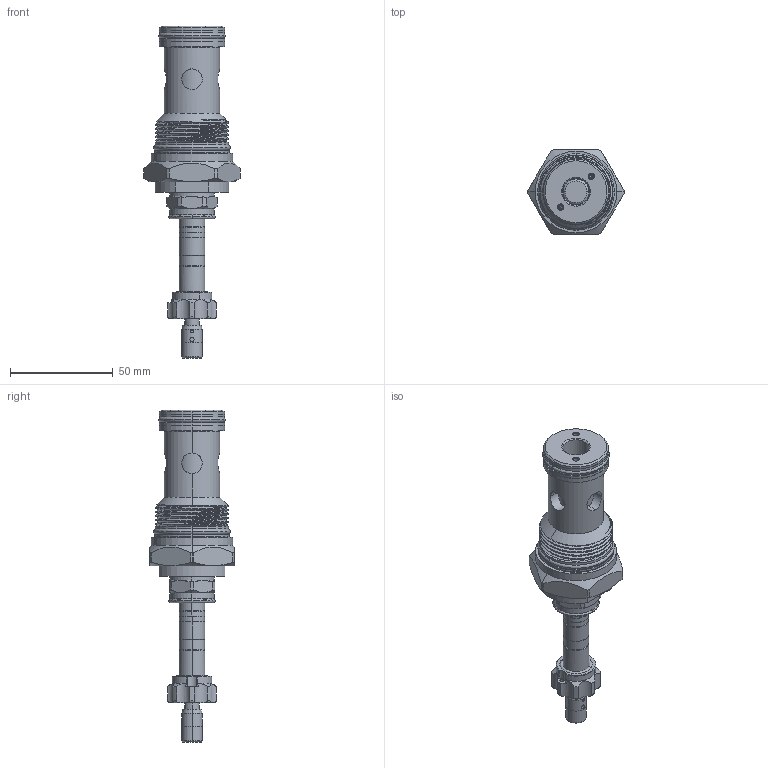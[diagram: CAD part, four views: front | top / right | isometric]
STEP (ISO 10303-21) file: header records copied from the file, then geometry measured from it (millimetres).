
FILE_DESCRIPTION (( 'STEP AP203' ), '1' );
FILE_NAME ('EP16A2A01T95.STEP', '2020-03-30T01:52:40', ( '' ), ( '' ), 'SwSTEP 2.0', 'SolidWorks 2018', '' );
FILE_SCHEMA (( 'CONFIG_CONTROL_DESIGN' ));
Length unit declared in the file: millimetre
Products named in the file (1): EP16A2A01T95
Bounding box: 46.8 x 41.2 x 161.65 mm (x, y, z)
Volume: 79332.8 mm3; surface area: 22848.8 mm2
Topology: 6 solids, 6 shells, 310 faces, 736 edges, 455 vertices
Faces by surface type: cylinder 156, cone 59, plane 50, torus 38, bspline 5, sphere 2
Entity records: 12173 total; most frequent: CARTESIAN_POINT 5016, DIRECTION 1530, ORIENTED_EDGE 1456, EDGE_CURVE 728, AXIS2_PLACEMENT_3D 648, VERTEX_POINT 455, EDGE_LOOP 347, CIRCLE 342
